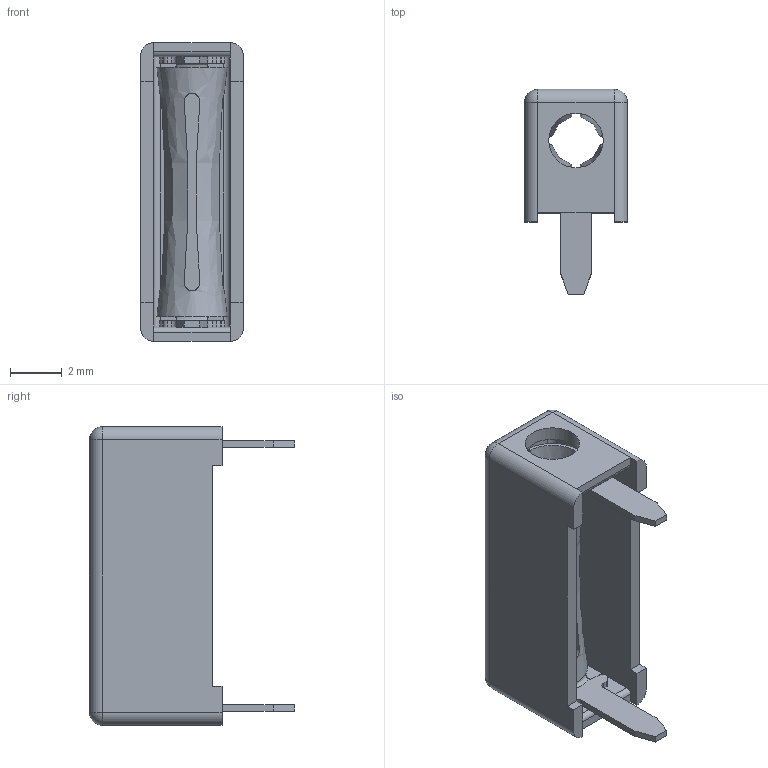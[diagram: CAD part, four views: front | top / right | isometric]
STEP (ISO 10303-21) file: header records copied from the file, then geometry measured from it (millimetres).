
FILE_DESCRIPTION(('STEP AP214'),'1');
FILE_NAME('60459.stp','2017-07-25T17:39:24',('TraceParts'),('TraceParts S.A.'),'Spatial InterOp 3D',' ',' ');
FILE_SCHEMA(('automotive_design'));
Length unit declared in the file: millimetre
Products named in the file (2): 60459_1; 60459_2
Bounding box: 3.95 x 7.89 x 11.5 mm (x, y, z)
Volume: 89.8 mm3; surface area: 484 mm2
Topology: 2 solids, 2 shells, 154 faces, 420 edges, 270 vertices
Faces by surface type: cylinder 78, plane 60, bspline 6, sphere 4, torus 4, extrusion 2
Entity records: 9542 total; most frequent: CARTESIAN_POINT 2449, ORIENTED_EDGE 840, DIRECTION 712, STYLED_ITEM 566, PRESENTATION_STYLE_ASSIGNMENT 566, COLOUR_RGB 566, EDGE_CURVE 420, CURVE_STYLE 410
